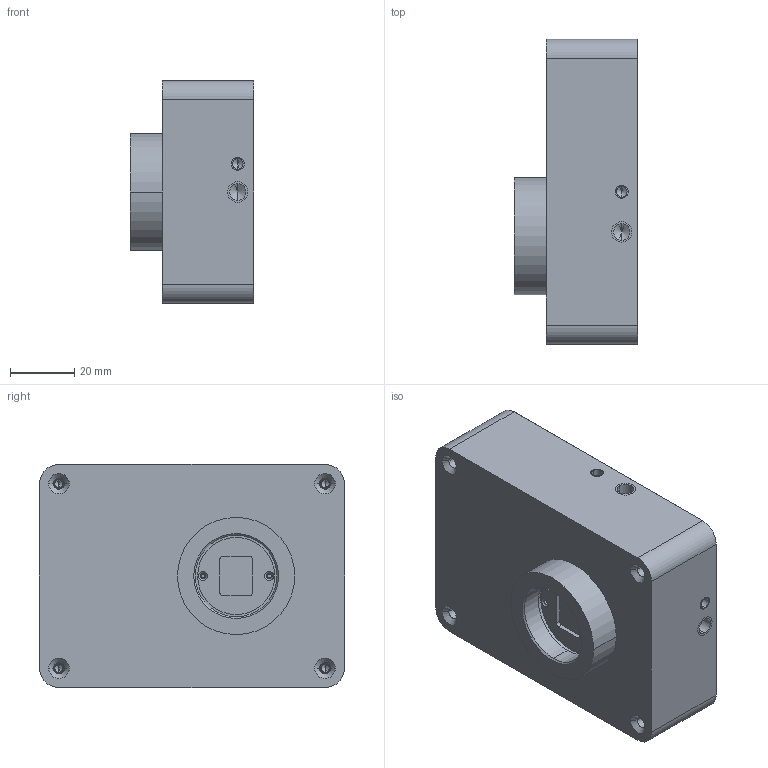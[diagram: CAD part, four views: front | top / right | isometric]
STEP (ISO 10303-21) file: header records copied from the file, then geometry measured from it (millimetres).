
FILE_DESCRIPTION((''),'2;1');
FILE_NAME('102004','2018-01-19T',('zkm'),(''),'PRO/ENGINEER BY PARAMETRIC TECHNOLOGY CORPORATION, 2004110','PRO/ENGINEER BY PARAMETRIC TECHNOLOGY CORPORATION, 2004110','');
FILE_SCHEMA(('CONFIG_CONTROL_DESIGN'));
Length unit declared in the file: millimetre
Products named in the file (1): 102004
Bounding box: 38.5 x 95 x 69.5 mm (x, y, z)
Volume: 85901.9 mm3; surface area: 68280.6 mm2
Topology: 1 solids, 25 shells, 524 faces, 1618 edges, 1136 vertices
Faces by surface type: plane 335, cylinder 151, cone 38
Entity records: 17972 total; most frequent: CARTESIAN_POINT 3255, DIRECTION 3014, ORIENTED_EDGE 2908, EDGE_CURVE 1594, VECTOR 1224, LINE 1224, VERTEX_POINT 1136, AXIS2_PLACEMENT_3D 895
